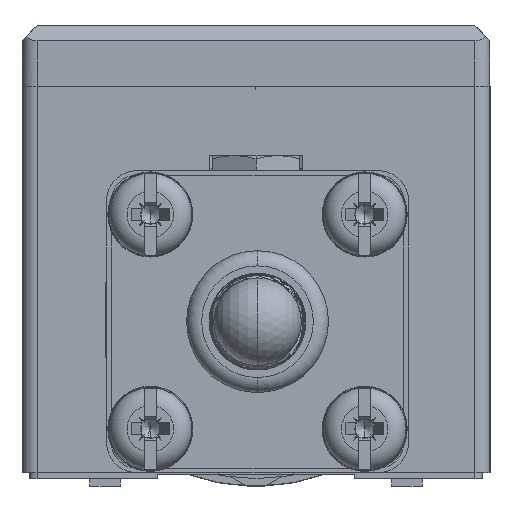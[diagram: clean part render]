
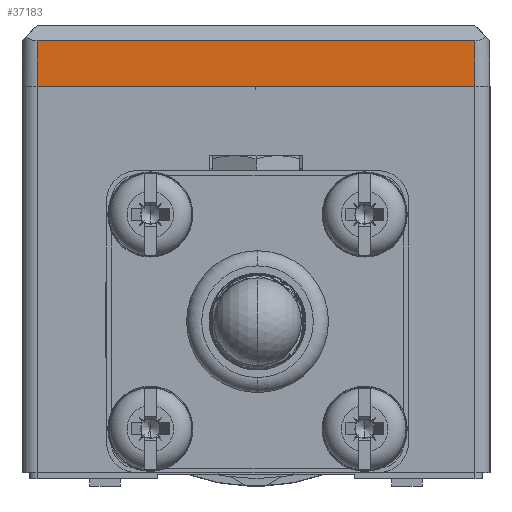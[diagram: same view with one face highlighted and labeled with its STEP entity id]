
A CAD part, left-side view. The second image highlights one B-rep face of the part: STEP entity #37183.
In plain terms, the highlighted face is planar.
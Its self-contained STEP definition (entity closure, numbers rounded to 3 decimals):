
#3007 = CARTESIAN_POINT ( 'NONE',  ( -15.5, 30., -4. ) ) ;
#3621 = EDGE_CURVE ( 'NONE', #53568, #33863, #61273, .T. ) ;
#5786 = LINE ( 'NONE', #48134, #31056 ) ;
#7126 = CARTESIAN_POINT ( 'NONE',  ( 14.5, 30., -1. ) ) ;
#7459 = VECTOR ( 'NONE', #17802, 1000. ) ;
#7468 = VECTOR ( 'NONE', #8520, 1000. ) ;
#8520 = DIRECTION ( 'NONE',  ( -1., 0., 0. ) ) ;
#9707 = ORIENTED_EDGE ( 'NONE', *, *, #10871, .T. ) ;
#10871 = EDGE_CURVE ( 'NONE', #23299, #63789, #62957, .T. ) ;
#17802 = DIRECTION ( 'NONE',  ( 0., 0., -1. ) ) ;
#20993 = VECTOR ( 'NONE', #25267, 1000. ) ;
#21608 = EDGE_CURVE ( 'NONE', #33863, #23299, #35890, .T. ) ;
#21765 = DIRECTION ( 'NONE',  ( 0., 1., 0. ) ) ;
#23299 = VERTEX_POINT ( 'NONE', #51629 ) ;
#23399 = ORIENTED_EDGE ( 'NONE', *, *, #21608, .T. ) ;
#23794 = CARTESIAN_POINT ( 'NONE',  ( 14.5, 30., -4. ) ) ;
#25267 = DIRECTION ( 'NONE',  ( 0., 0., 1. ) ) ;
#31056 = VECTOR ( 'NONE', #32861, 1000. ) ;
#32861 = DIRECTION ( 'NONE',  ( 1., 0., 0. ) ) ;
#33863 = VERTEX_POINT ( 'NONE', #23794 ) ;
#35322 = AXIS2_PLACEMENT_3D ( 'NONE', #52088, #21765, #57175 ) ;
#35890 = LINE ( 'NONE', #3007, #7468 ) ;
#36593 = FACE_OUTER_BOUND ( 'NONE', #56482, .T. ) ;
#36751 = PLANE ( 'NONE',  #35322 ) ;
#37183 = ADVANCED_FACE ( 'NONE', ( #36593 ), #36751, .T. ) ;
#42983 = CARTESIAN_POINT ( 'NONE',  ( 14.5, 30., -4. ) ) ;
#45643 = ORIENTED_EDGE ( 'NONE', *, *, #3621, .T. ) ;
#47959 = EDGE_CURVE ( 'NONE', #63789, #53568, #5786, .T. ) ;
#48134 = CARTESIAN_POINT ( 'NONE',  ( -15.5, 30., -1. ) ) ;
#51629 = CARTESIAN_POINT ( 'NONE',  ( -14.5, 30., -4. ) ) ;
#52088 = CARTESIAN_POINT ( 'NONE',  ( -15.5, 30., -4. ) ) ;
#53379 = ORIENTED_EDGE ( 'NONE', *, *, #47959, .T. ) ;
#53568 = VERTEX_POINT ( 'NONE', #7126 ) ;
#56482 = EDGE_LOOP ( 'NONE', ( #53379, #45643, #23399, #9707 ) ) ;
#57175 = DIRECTION ( 'NONE',  ( -1., 0., 0. ) ) ;
#60461 = CARTESIAN_POINT ( 'NONE',  ( -14.5, 30., -4. ) ) ;
#61273 = LINE ( 'NONE', #42983, #7459 ) ;
#62641 = CARTESIAN_POINT ( 'NONE',  ( -14.5, 30., -1. ) ) ;
#62957 = LINE ( 'NONE', #60461, #20993 ) ;
#63789 = VERTEX_POINT ( 'NONE', #62641 ) ;
